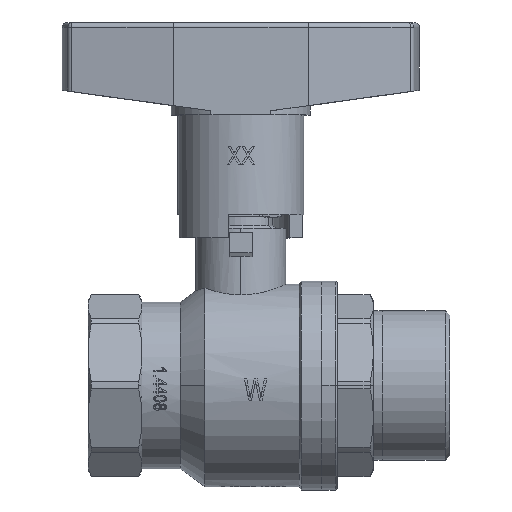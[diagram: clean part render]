
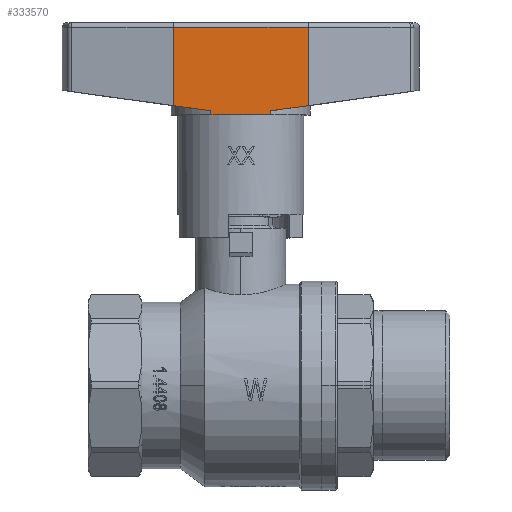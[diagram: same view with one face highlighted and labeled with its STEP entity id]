
A CAD part, top view. The second image highlights one B-rep face of the part: STEP entity #333570.
In plain terms, the highlighted face is planar.
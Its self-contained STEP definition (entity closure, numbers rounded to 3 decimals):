
#323850=CARTESIAN_POINT('',(15.,-14.,29.575));
#323860=VERTEX_POINT('',#323850);
#323890=CARTESIAN_POINT('',(15.,-14.,48.));
#323900=DIRECTION('',(0.,0.,-1.));
#323910=VECTOR('',#323900,1.);
#323920=LINE('',#323890,#323910);
#323930=CARTESIAN_POINT('',(15.,-14.,47.));
#323940=VERTEX_POINT('',#323930);
#323950=EDGE_CURVE('',#323940,#323860,#323920,.T.);
#324840=CARTESIAN_POINT('',(-15.,-14.,47.));
#324850=VERTEX_POINT('',#324840);
#324880=CARTESIAN_POINT('',(-15.,-14.,48.));
#324890=DIRECTION('',(0.,0.,-1.));
#324900=VECTOR('',#324890,1.);
#324910=LINE('',#324880,#324900);
#324920=CARTESIAN_POINT('',(-15.,-14.,29.575));
#324930=VERTEX_POINT('',#324920);
#324940=EDGE_CURVE('',#324850,#324930,#324910,.T.);
#331430=CARTESIAN_POINT('',(-6.652,-14.,28.42));
#331440=VERTEX_POINT('',#331430);
#331470=CARTESIAN_POINT('',(-6.652,-14.,46.));
#331480=DIRECTION('',(0.,0.,1.));
#331490=VECTOR('',#331480,1.);
#331500=LINE('',#331470,#331490);
#331510=CARTESIAN_POINT('',(-6.652,-14.,27.5));
#331520=VERTEX_POINT('',#331510);
#331530=EDGE_CURVE('',#331520,#331440,#331500,.T.);
#333090=CARTESIAN_POINT('',(6.652,-14.,48.));
#333100=DIRECTION('',(-0.,1.,0.));
#333110=DIRECTION('',(1.,0.,0.));
#333120=AXIS2_PLACEMENT_3D('',#333090,#333100,#333110);
#333130=PLANE('',#333120);
#333140=CARTESIAN_POINT('',(0.,-14.,27.5));
#333150=DIRECTION('',(-1.,0.,0.));
#333160=VECTOR('',#333150,1.);
#333170=LINE('',#333140,#333160);
#333180=CARTESIAN_POINT('',(0.,-14.,27.5));
#333190=VERTEX_POINT('',#333180);
#333200=EDGE_CURVE('',#333190,#331520,#333170,.T.);
#333210=ORIENTED_EDGE('',*,*,#333200,.F.);
#333220=ORIENTED_EDGE('',*,*,#331530,.F.);
#333230=CARTESIAN_POINT('',(4.164,-14.,26.924));
#333240=DIRECTION('',(-0.991,0.,0.137));
#333250=VECTOR('',#333240,1.);
#333260=LINE('',#333230,#333250);
#333270=EDGE_CURVE('',#331440,#324930,#333260,.T.);
#333280=ORIENTED_EDGE('',*,*,#333270,.F.);
#333290=ORIENTED_EDGE('',*,*,#324940,.T.);
#333300=CARTESIAN_POINT('',(4.164,-14.,47.));
#333310=DIRECTION('',(1.,0.,0.));
#333320=VECTOR('',#333310,1.);
#333330=LINE('',#333300,#333320);
#333340=EDGE_CURVE('',#324850,#323940,#333330,.T.);
#333350=ORIENTED_EDGE('',*,*,#333340,.F.);
#333360=ORIENTED_EDGE('',*,*,#323950,.F.);
#333370=CARTESIAN_POINT('',(4.164,-14.,28.076));
#333380=DIRECTION('',(-0.991,0.,-0.137));
#333390=VECTOR('',#333380,1.);
#333400=LINE('',#333370,#333390);
#333410=CARTESIAN_POINT('',(6.652,-14.,28.42));
#333420=VERTEX_POINT('',#333410);
#333430=EDGE_CURVE('',#323860,#333420,#333400,.T.);
#333440=ORIENTED_EDGE('',*,*,#333430,.F.);
#333450=CARTESIAN_POINT('',(6.652,-14.,46.));
#333460=DIRECTION('',(0.,0.,1.));
#333470=VECTOR('',#333460,1.);
#333480=LINE('',#333450,#333470);
#333490=CARTESIAN_POINT('',(6.652,-14.,27.5));
#333500=VERTEX_POINT('',#333490);
#333510=EDGE_CURVE('',#333500,#333420,#333480,.T.);
#333520=ORIENTED_EDGE('',*,*,#333510,.T.);
#333530=EDGE_CURVE('',#333500,#333190,#333170,.T.);
#333540=ORIENTED_EDGE('',*,*,#333530,.F.);
#333550=EDGE_LOOP('',(#333540,#333520,#333440,#333360,#333350,#333290,
#333280,#333220,#333210));
#333560=FACE_OUTER_BOUND('',#333550,.T.);
#333570=ADVANCED_FACE('',(#333560),#333130,.F.);
